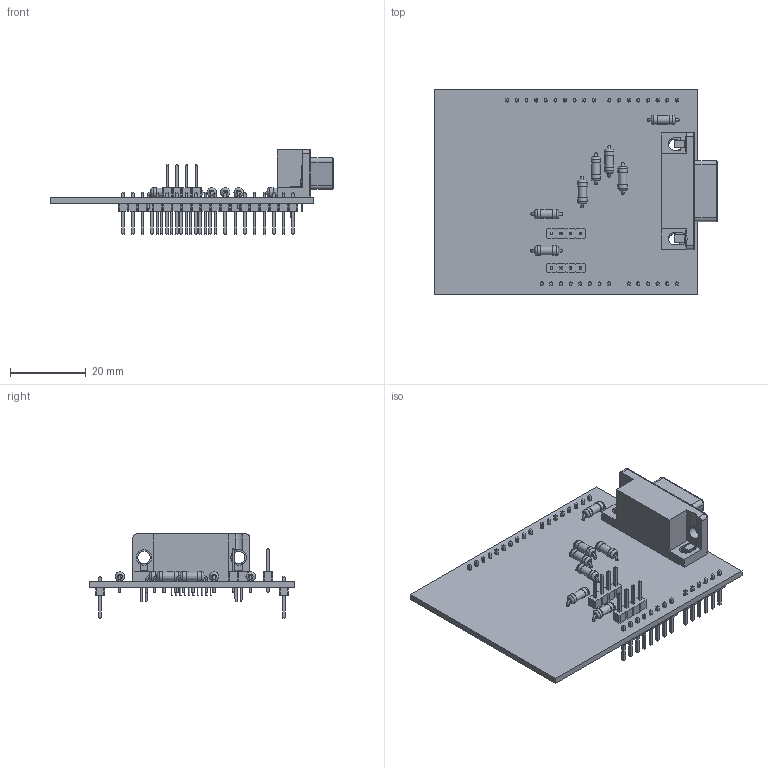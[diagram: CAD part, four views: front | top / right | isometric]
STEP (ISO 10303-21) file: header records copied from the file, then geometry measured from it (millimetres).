
FILE_DESCRIPTION(('KiCad electronic assembly'),'2;1');
FILE_NAME('arduvga.step','2024-05-16T14:49:12',('Pcbnew'),('Kicad'), 'Open CASCADE STEP processor 7.6','KiCad to STEP converter','Unknown' );
FILE_SCHEMA(('AUTOMOTIVE_DESIGN { 1 0 10303 214 1 1 1 1 }'));
Length unit declared in the file: millimetre
Products named in the file (14): arduvga 1; DSUB-15-HD_Female_Horizontal_P2.29x1.98mm_EdgePinOffset3.03mm_Housed_
MountingHolesOffset4.94mm; DSUB_30_female; R_Axial_DIN0207_L6.3mm_D2.5mm_P7.62mm_Horizontal; R_Axial_DIN0207_L63mm_D25mm_P762mm_Horizontal; PinHeader_1x04_P2.54mm_Vertical; PinHeader_1x04_P254mm_Vertical; 6x_Male_Pin_2.54_mm; 8x_Male_Pin_2.54_mm; 10x_Male_Pin_2.54_mm; arduvga_PCB
Assembly tree (21 placements, depth 3):
  arduvga 1
    DSUB-15-HD_Female_Horizontal_P2.29x1.98mm_EdgePinOffset3.03mm_Housed_
MountingHolesOffset4.94mm
      DSUB_30_female
    R_Axial_DIN0207_L6.3mm_D2.5mm_P7.62mm_Horizontal  x7
      R_Axial_DIN0207_L63mm_D25mm_P762mm_Horizontal
    PinHeader_1x04_P2.54mm_Vertical  x2
      PinHeader_1x04_P254mm_Vertical
    6x_Male_Pin_2.54_mm
      6x_Male_Pin_2.54_mm
    8x_Male_Pin_2.54_mm  x2
      8x_Male_Pin_2.54_mm
    10x_Male_Pin_2.54_mm
      10x_Male_Pin_2.54_mm
    arduvga_PCB
Bounding box: 74.91 x 54.36 x 22.26 mm (x, y, z)
Volume: 10169.9 mm3; surface area: 13215.3 mm2
Topology: 44 solids, 45 shells, 1619 faces, 3630 edges, 2241 vertices
Faces by surface type: plane 1380, cylinder 168, torus 34, cone 23, revolution 14
Full cylindrical faces by diameter (mm): 0.3 x15, 0.6 x14, 0.75 x32, 0.8 x14, 1 x23, 1.2 x15, 2.25 x7, 2.5 x14, 3.2 x2, 3.3 x2, 4.1 x2
Entity records: 35786 total; most frequent: CARTESIAN_POINT 6164, DIRECTION 5381, ORIENTED_EDGE 5356, EDGE_CURVE 2678, LINE 2331, VECTOR 2331, VERTEX_POINT 1657, AXIS2_PLACEMENT_3D 1518
